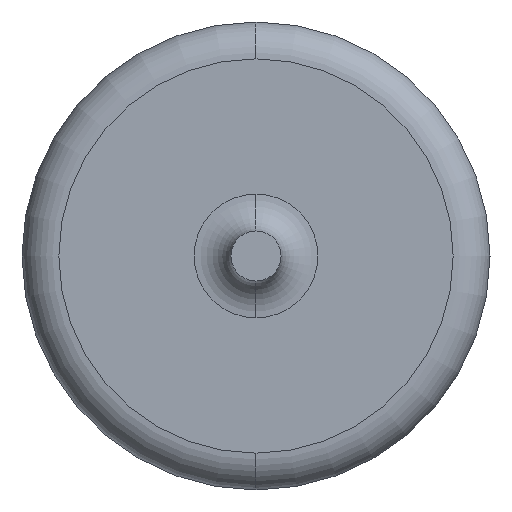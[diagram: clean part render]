
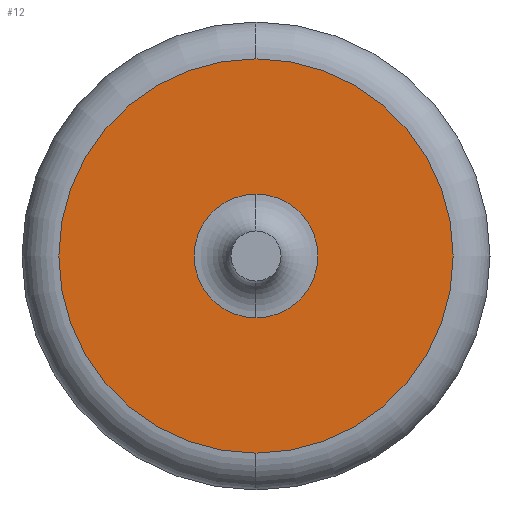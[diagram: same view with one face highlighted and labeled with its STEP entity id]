
A CAD part, left-side view. The second image highlights one B-rep face of the part: STEP entity #12.
In plain terms, the highlighted planar face has unit normal (-1, 0, 0).
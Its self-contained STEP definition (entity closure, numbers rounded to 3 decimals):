
#12 = ADVANCED_FACE ( 'NONE', ( #599, #596 ), #466, .F. ) ;
#50 = CARTESIAN_POINT ( 'NONE',  ( -22.605, 0., 1.26 ) ) ;
#70 = VERTEX_POINT ( 'NONE', #467 ) ;
#71 = VERTEX_POINT ( 'NONE', #82 ) ;
#80 = DIRECTION ( 'NONE',  ( 1., 0., 0. ) ) ;
#81 = DIRECTION ( 'NONE',  ( 0., 0., -1. ) ) ;
#82 = CARTESIAN_POINT ( 'NONE',  ( -22.605, 0., -4.015 ) ) ;
#125 = AXIS2_PLACEMENT_3D ( 'NONE', #554, #555, #556 ) ;
#126 = AXIS2_PLACEMENT_3D ( 'NONE', #557, #558, #559 ) ;
#130 = AXIS2_PLACEMENT_3D ( 'NONE', #239, #240, #241 ) ;
#151 = VERTEX_POINT ( 'NONE', #50 ) ;
#156 = VERTEX_POINT ( 'NONE', #631 ) ;
#167 = EDGE_LOOP ( 'NONE', ( #403, #404 ) ) ;
#194 = AXIS2_PLACEMENT_3D ( 'NONE', #268, #80, #81 ) ;
#224 = EDGE_CURVE ( 'NONE', #156, #151, #338, .T. ) ;
#239 = CARTESIAN_POINT ( 'NONE',  ( -22.605, 0., 0. ) ) ;
#240 = DIRECTION ( 'NONE',  ( -1., 0., 0. ) ) ;
#241 = DIRECTION ( 'NONE',  ( 0., 0., 1. ) ) ;
#268 = CARTESIAN_POINT ( 'NONE',  ( -22.605, 4.015, 0. ) ) ;
#338 = CIRCLE ( 'NONE', #506, 1.26 ) ;
#378 = CIRCLE ( 'NONE', #126, 1.26 ) ;
#384 = CIRCLE ( 'NONE', #125, 4.015 ) ;
#388 = CIRCLE ( 'NONE', #130, 4.015 ) ;
#403 = ORIENTED_EDGE ( 'NONE', *, *, #741, .T. ) ;
#404 = ORIENTED_EDGE ( 'NONE', *, *, #736, .T. ) ;
#406 = ORIENTED_EDGE ( 'NONE', *, *, #737, .F. ) ;
#410 = ORIENTED_EDGE ( 'NONE', *, *, #224, .F. ) ;
#447 = EDGE_LOOP ( 'NONE', ( #406, #410 ) ) ;
#466 = PLANE ( 'NONE',  #194 ) ;
#467 = CARTESIAN_POINT ( 'NONE',  ( -22.605, 0., 4.015 ) ) ;
#506 = AXIS2_PLACEMENT_3D ( 'NONE', #615, #616, #617 ) ;
#554 = CARTESIAN_POINT ( 'NONE',  ( -22.605, 0., 0. ) ) ;
#555 = DIRECTION ( 'NONE',  ( -1., 0., 0. ) ) ;
#556 = DIRECTION ( 'NONE',  ( 0., 0., 1. ) ) ;
#557 = CARTESIAN_POINT ( 'NONE',  ( -22.605, 0., 0. ) ) ;
#558 = DIRECTION ( 'NONE',  ( -1., 0., 0. ) ) ;
#559 = DIRECTION ( 'NONE',  ( 0., 0., 1. ) ) ;
#596 = FACE_OUTER_BOUND ( 'NONE', #167, .T. ) ;
#599 = FACE_BOUND ( 'NONE', #447, .T. ) ;
#615 = CARTESIAN_POINT ( 'NONE',  ( -22.605, 0., 0. ) ) ;
#616 = DIRECTION ( 'NONE',  ( -1., 0., 0. ) ) ;
#617 = DIRECTION ( 'NONE',  ( 0., 0., 1. ) ) ;
#631 = CARTESIAN_POINT ( 'NONE',  ( -22.605, 0., -1.26 ) ) ;
#736 = EDGE_CURVE ( 'NONE', #71, #70, #384, .T. ) ;
#737 = EDGE_CURVE ( 'NONE', #151, #156, #378, .T. ) ;
#741 = EDGE_CURVE ( 'NONE', #70, #71, #388, .T. ) ;
